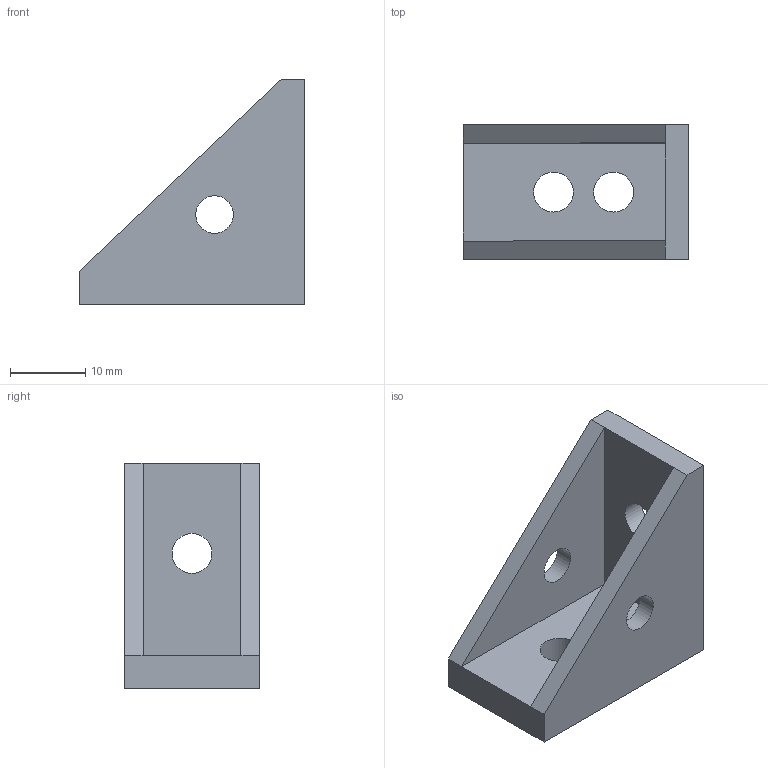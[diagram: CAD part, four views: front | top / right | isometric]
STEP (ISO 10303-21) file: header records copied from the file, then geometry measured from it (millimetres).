
FILE_DESCRIPTION(/* description */ (''),/* implementation_level */ '2;1');
FILE_NAME(/* name */ '2020_CornerCube-18mm v1.step',/* time_stamp */ '2022-09-29T23:32:42+09:00',/* author */ (''),/* organization */ (''),/* preprocessor_version */ 'ST-DEVELOPER v19',/* originating_system */ 'Autodesk Translation Framework v11.7.0.108',/* authorisation */ '');
FILE_SCHEMA (('AUTOMOTIVE_DESIGN { 1 0 10303 214 3 1 1 }'));
Length unit declared in the file: millimetre
Products named in the file (1): 2020_CornerCube-18mm
Bounding box: 30 x 18 x 30 mm (x, y, z)
Volume: 5226.5 mm3; surface area: 3953.6 mm2
Topology: 1 solids, 1 shells, 17 faces, 41 edges, 26 vertices
Faces by surface type: plane 12, cylinder 5
Full cylindrical faces by diameter (mm): 5 x2, 5.3 x3
Entity records: 546 total; most frequent: DIRECTION 87, CARTESIAN_POINT 85, ORIENTED_EDGE 82, EDGE_CURVE 41, LINE 31, VECTOR 31, AXIS2_PLACEMENT_3D 28, EDGE_LOOP 27
